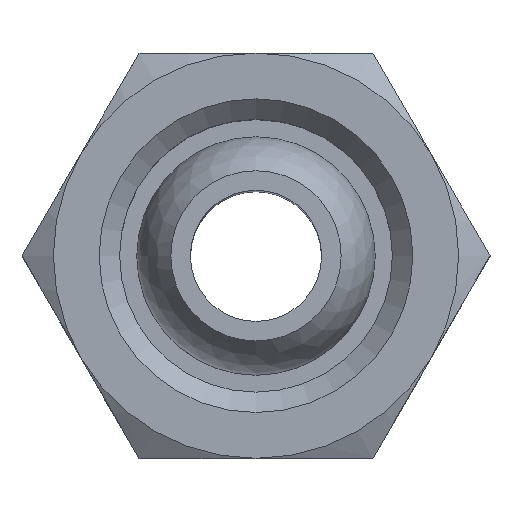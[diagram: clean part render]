
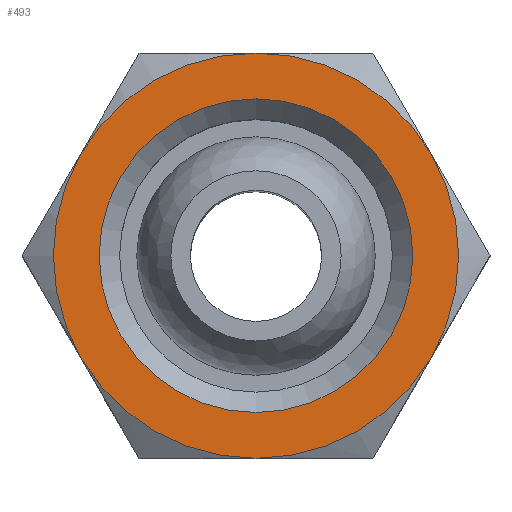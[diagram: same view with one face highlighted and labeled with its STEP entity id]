
A CAD part, top view. The second image highlights one B-rep face of the part: STEP entity #493.
In plain terms, the highlighted planar face has unit normal (0, 0, 1).
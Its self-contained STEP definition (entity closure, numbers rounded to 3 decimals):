
#42=PLANE('',#552);
#57=CIRCLE('',#541,8.5);
#58=CIRCLE('',#543,8.5);
#59=CIRCLE('',#545,8.5);
#60=CIRCLE('',#547,8.5);
#61=CIRCLE('',#549,8.5);
#62=CIRCLE('',#551,8.5);
#63=CIRCLE('',#553,6.579);
#108=ORIENTED_EDGE('',*,*,#223,.F.);
#109=ORIENTED_EDGE('',*,*,#220,.F.);
#110=ORIENTED_EDGE('',*,*,#218,.F.);
#111=ORIENTED_EDGE('',*,*,#232,.F.);
#112=ORIENTED_EDGE('',*,*,#229,.F.);
#113=ORIENTED_EDGE('',*,*,#226,.F.);
#114=ORIENTED_EDGE('',*,*,#234,.T.);
#218=EDGE_CURVE('',#281,#280,#57,.T.);
#220=EDGE_CURVE('',#280,#283,#58,.T.);
#223=EDGE_CURVE('',#283,#285,#59,.T.);
#226=EDGE_CURVE('',#285,#287,#60,.T.);
#229=EDGE_CURVE('',#287,#289,#61,.T.);
#232=EDGE_CURVE('',#289,#281,#62,.T.);
#234=EDGE_CURVE('',#291,#291,#63,.T.);
#280=VERTEX_POINT('',#774);
#281=VERTEX_POINT('',#779);
#283=VERTEX_POINT('',#788);
#285=VERTEX_POINT('',#800);
#287=VERTEX_POINT('',#812);
#289=VERTEX_POINT('',#824);
#291=VERTEX_POINT('',#842);
#354=EDGE_LOOP('',(#108,#109,#110,#111,#112,#113));
#355=EDGE_LOOP('',(#114));
#416=FACE_BOUND('',#354,.T.);
#417=FACE_BOUND('',#355,.T.);
#493=ADVANCED_FACE('',(#416,#417),#42,.F.);
#541=AXIS2_PLACEMENT_3D('',#780,#617,#618);
#543=AXIS2_PLACEMENT_3D('',#787,#621,#622);
#545=AXIS2_PLACEMENT_3D('',#799,#625,#626);
#547=AXIS2_PLACEMENT_3D('',#811,#629,#630);
#549=AXIS2_PLACEMENT_3D('',#823,#633,#634);
#551=AXIS2_PLACEMENT_3D('',#835,#637,#638);
#552=AXIS2_PLACEMENT_3D('',#840,#639,#640);
#553=AXIS2_PLACEMENT_3D('',#841,#641,#642);
#617=DIRECTION('',(0.,0.,-1.));
#618=DIRECTION('',(-1.,0.,0.));
#621=DIRECTION('',(0.,0.,-1.));
#622=DIRECTION('',(-1.,0.,0.));
#625=DIRECTION('',(0.,0.,-1.));
#626=DIRECTION('',(-1.,0.,0.));
#629=DIRECTION('',(0.,0.,-1.));
#630=DIRECTION('',(-1.,0.,0.));
#633=DIRECTION('',(0.,0.,-1.));
#634=DIRECTION('',(-1.,0.,0.));
#637=DIRECTION('',(0.,0.,-1.));
#638=DIRECTION('',(-1.,0.,0.));
#639=DIRECTION('',(0.,0.,-1.));
#640=DIRECTION('',(-1.,0.,0.));
#641=DIRECTION('',(0.,0.,-1.));
#642=DIRECTION('',(-1.,0.,0.));
#774=CARTESIAN_POINT('',(-7.361,4.25,0.));
#779=CARTESIAN_POINT('',(-7.361,-4.25,0.));
#780=CARTESIAN_POINT('',(0.,0.,0.));
#787=CARTESIAN_POINT('',(0.,0.,0.));
#788=CARTESIAN_POINT('',(0.,8.5,0.));
#799=CARTESIAN_POINT('',(0.,0.,0.));
#800=CARTESIAN_POINT('',(7.361,4.25,0.));
#811=CARTESIAN_POINT('',(0.,0.,0.));
#812=CARTESIAN_POINT('',(7.361,-4.25,0.));
#823=CARTESIAN_POINT('',(0.,0.,0.));
#824=CARTESIAN_POINT('',(0.,-8.5,0.));
#835=CARTESIAN_POINT('',(0.,0.,0.));
#840=CARTESIAN_POINT('',(0.,0.,0.));
#841=CARTESIAN_POINT('',(0.,0.,0.));
#842=CARTESIAN_POINT('',(-6.579,0.,0.));
